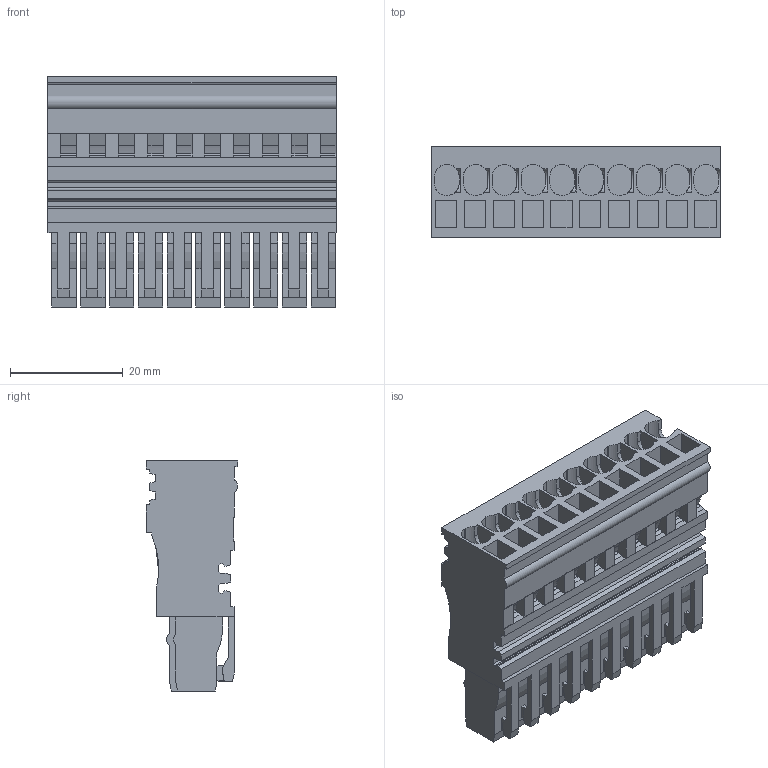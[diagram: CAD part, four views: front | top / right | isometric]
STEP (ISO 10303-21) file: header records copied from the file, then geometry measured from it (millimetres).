
FILE_DESCRIPTION(('CATIA V5R24 STEP','CAx-IF Rec.Pracs.--- Model Styling and Organization---1.2---2011-12-15'),'2;1');
FILE_NAME ('333631_1', '2017-02-02T14:06:08+00:00', ('Weidmueller Interface'), ('Weidmueller'), 'CATIA Version 5-6 Release 2014 SP4 HF52', 'CATIA V5 STEP AP214', 'none');
FILE_SCHEMA(('AUTOMOTIVE_DESIGN { 1 0 10303 214 1 1 1 1 }'));
Length unit declared in the file: millimetre
Products named in the file (1): v5-standard_part
Bounding box: 51 x 16.15 x 40.75 mm (x, y, z)
Volume: 18130.6 mm3; surface area: 15846.7 mm2
Topology: 1 solids, 1 shells, 1007 faces, 2920 edges, 1954 vertices
Faces by surface type: plane 842, cylinder 165
Entity records: 30409 total; most frequent: ORIENTED_EDGE 5840, CARTESIAN_POINT 5618, DIRECTION 3994, EDGE_CURVE 2920, VECTOR 2509, LINE 2509, VERTEX_POINT 1954, EDGE_LOOP 1066
